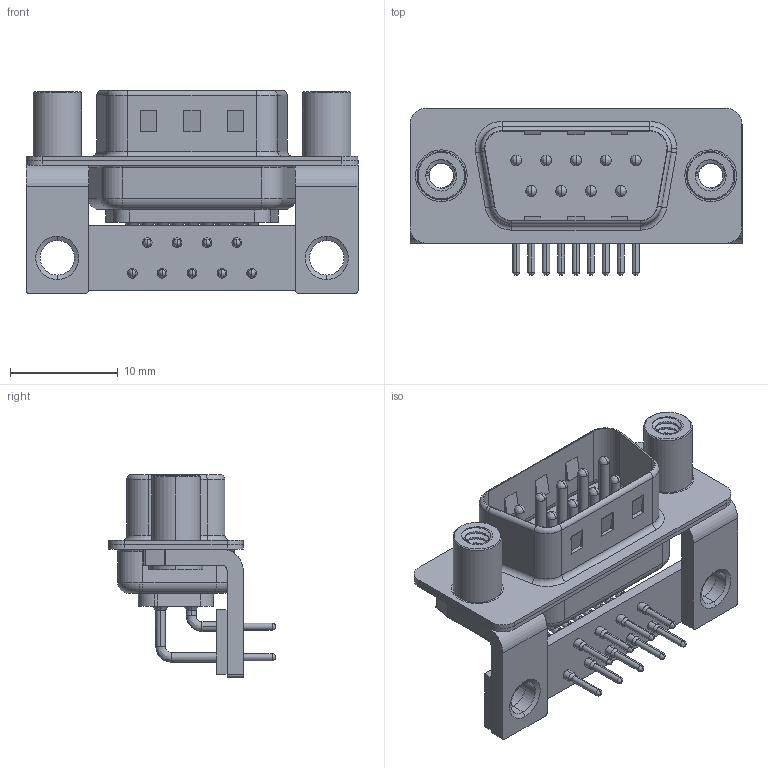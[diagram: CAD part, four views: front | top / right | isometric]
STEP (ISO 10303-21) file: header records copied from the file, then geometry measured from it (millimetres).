
FILE_DESCRIPTION (( 'STEP AP203' ), '1' );
FILE_NAME ('621-M09-260-LN6.STEP', '2018-09-24T19:51:03', ( '' ), ( '' ), 'SwSTEP 2.0', 'SolidWorks 2016', '' );
FILE_SCHEMA (( 'CONFIG_CONTROL_DESIGN' ));
Length unit declared in the file: millimetre
Products named in the file (9): 621M Contact Row 1; 621M Contact Row 2; 621M Stabilizer Bracket; 621M 4-40 Threaded Standoff; 621M Stabilizer Board_09 Contacts; 621-M09-260-LN6; 621M Housing_09 Contacts; 621M Shell Front_09 Contacts; 621M Shell Rear_09 Contacts
Assembly tree (17 placements, depth 2):
  621-M09-260-LN6
    621M Housing_09 Contacts
    621M Shell Front_09 Contacts
    621M Shell Rear_09 Contacts
    621M Contact Row 1  x5
    621M Contact Row 2  x4
    621M Stabilizer Bracket  x2
    621M 4-40 Threaded Standoff  x2
    621M Stabilizer Board_09 Contacts
Bounding box: 30.8 x 15.49 x 18.8 mm (x, y, z)
Volume: 1881.6 mm3; surface area: 5132.8 mm2
Topology: 17 solids, 17 shells, 1412 faces, 3881 edges, 2516 vertices
Faces by surface type: plane 711, cylinder 535, bspline 60, torus 56, cone 50
Entity records: 22328 total; most frequent: CARTESIAN_POINT 5440, DIRECTION 3395, ORIENTED_EDGE 3234, EDGE_CURVE 1617, AXIS2_PLACEMENT_3D 1234, VERTEX_POINT 1045, LINE 927, VECTOR 927
